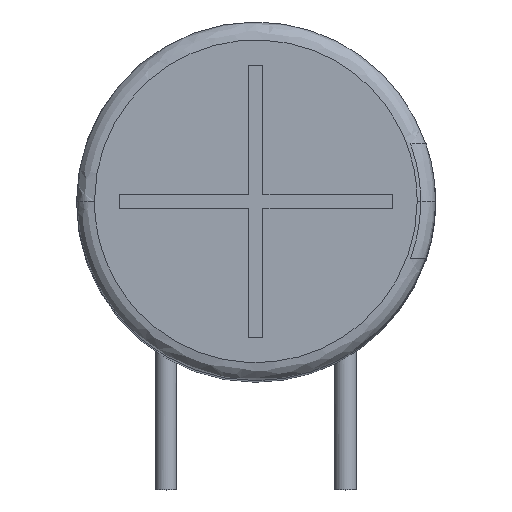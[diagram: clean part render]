
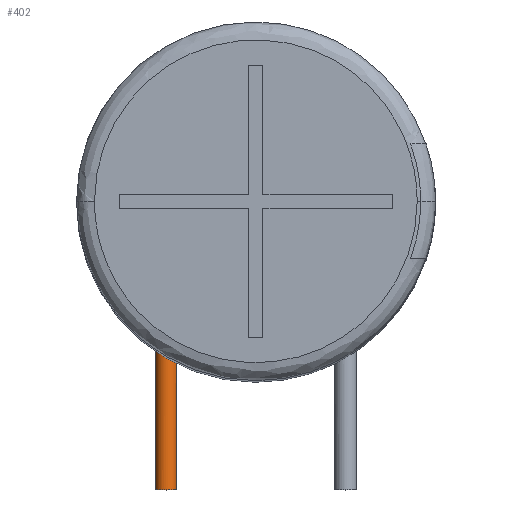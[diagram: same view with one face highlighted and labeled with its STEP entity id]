
A CAD part, top view. The second image highlights one B-rep face of the part: STEP entity #402.
In plain terms, the highlighted cylindrical face has radius 0.3 mm (diameter 0.6 mm), a full revolution.
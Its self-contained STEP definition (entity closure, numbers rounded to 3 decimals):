
#317 = EDGE_CURVE('',#318,#320,#322,.T.);
#318 = VERTEX_POINT('',#319);
#319 = CARTESIAN_POINT('',(-2.8,0.,-1.));
#320 = VERTEX_POINT('',#321);
#321 = CARTESIAN_POINT('',(-2.5,0.,-1.3));
#322 = SURFACE_CURVE('',#323,(#328,#339),.PCURVE_S1.);
#323 = CIRCLE('',#324,0.3);
#324 = AXIS2_PLACEMENT_3D('',#325,#326,#327);
#325 = CARTESIAN_POINT('',(-2.5,0.,-1.));
#326 = DIRECTION('',(0.,-1.,0.));
#327 = DIRECTION('',(-1.,0.,0.));
#328 = PCURVE('',#329,#334);
#329 = SPHERICAL_SURFACE('',#330,0.3);
#330 = AXIS2_PLACEMENT_3D('',#331,#332,#333);
#331 = CARTESIAN_POINT('',(-2.5,0.,-1.));
#332 = DIRECTION('',(0.,0.,1.));
#333 = DIRECTION('',(-1.,0.,0.));
#334 = DEFINITIONAL_REPRESENTATION('',(#335),#338);
#335 = B_SPLINE_CURVE_WITH_KNOTS('',1,(#336,#337),.UNSPECIFIED.,.F.,.F.,
  (2,2),(0.,1.571),.PIECEWISE_BEZIER_KNOTS.);
#336 = CARTESIAN_POINT('',(6.283,0.));
#337 = CARTESIAN_POINT('',(6.283,-1.571));
#338 = ( GEOMETRIC_REPRESENTATION_CONTEXT(2) 
PARAMETRIC_REPRESENTATION_CONTEXT() REPRESENTATION_CONTEXT('2D SPACE',''
  ) );
#339 = PCURVE('',#340,#345);
#340 = CYLINDRICAL_SURFACE('',#341,0.3);
#341 = AXIS2_PLACEMENT_3D('',#342,#343,#344);
#342 = CARTESIAN_POINT('',(-2.5,0.,-1.));
#343 = DIRECTION('',(0.,-1.,0.));
#344 = DIRECTION('',(-1.,0.,0.));
#345 = DEFINITIONAL_REPRESENTATION('',(#346),#350);
#346 = LINE('',#347,#348);
#347 = CARTESIAN_POINT('',(0.,0.));
#348 = VECTOR('',#349,1.);
#349 = DIRECTION('',(1.,0.));
#350 = ( GEOMETRIC_REPRESENTATION_CONTEXT(2) 
PARAMETRIC_REPRESENTATION_CONTEXT() REPRESENTATION_CONTEXT('2D SPACE',''
  ) );
#353 = VERTEX_POINT('',#354);
#354 = CARTESIAN_POINT('',(-2.2,0.,-1.));
#369 = CYLINDRICAL_SURFACE('',#370,0.3);
#370 = AXIS2_PLACEMENT_3D('',#371,#372,#373);
#371 = CARTESIAN_POINT('',(-2.5,0.,-1.));
#372 = DIRECTION('',(0.,0.,1.));
#373 = DIRECTION('',(-1.,0.,0.));
#381 = EDGE_CURVE('',#320,#353,#382,.T.);
#382 = SURFACE_CURVE('',#383,(#388,#395),.PCURVE_S1.);
#383 = CIRCLE('',#384,0.3);
#384 = AXIS2_PLACEMENT_3D('',#385,#386,#387);
#385 = CARTESIAN_POINT('',(-2.5,0.,-1.));
#386 = DIRECTION('',(0.,-1.,0.));
#387 = DIRECTION('',(-1.,0.,0.));
#388 = PCURVE('',#329,#389);
#389 = DEFINITIONAL_REPRESENTATION('',(#390),#394);
#390 = LINE('',#391,#392);
#391 = CARTESIAN_POINT('',(3.142,-3.142));
#392 = VECTOR('',#393,1.);
#393 = DIRECTION('',(-0.,1.));
#394 = ( GEOMETRIC_REPRESENTATION_CONTEXT(2) 
PARAMETRIC_REPRESENTATION_CONTEXT() REPRESENTATION_CONTEXT('2D SPACE',''
  ) );
#395 = PCURVE('',#340,#396);
#396 = DEFINITIONAL_REPRESENTATION('',(#397),#401);
#397 = LINE('',#398,#399);
#398 = CARTESIAN_POINT('',(0.,0.));
#399 = VECTOR('',#400,1.);
#400 = DIRECTION('',(1.,0.));
#401 = ( GEOMETRIC_REPRESENTATION_CONTEXT(2) 
PARAMETRIC_REPRESENTATION_CONTEXT() REPRESENTATION_CONTEXT('2D SPACE',''
  ) );
#402 = ADVANCED_FACE('',(#403),#340,.T.);
#403 = FACE_BOUND('',#404,.T.);
#404 = EDGE_LOOP('',(#405,#441,#464,#491,#492,#493,#494));
#405 = ORIENTED_EDGE('',*,*,#406,.F.);
#406 = EDGE_CURVE('',#318,#407,#409,.T.);
#407 = VERTEX_POINT('',#408);
#408 = CARTESIAN_POINT('',(-2.5,-0.3,-0.7));
#409 = SURFACE_CURVE('',#410,(#415,#428),.PCURVE_S1.);
#410 = ELLIPSE('',#411,0.424,0.3);
#411 = AXIS2_PLACEMENT_3D('',#412,#413,#414);
#412 = CARTESIAN_POINT('',(-2.5,0.,-1.));
#413 = DIRECTION('',(0.,0.707,0.707));
#414 = DIRECTION('',(0.,-0.707,0.707)
  );
#415 = PCURVE('',#340,#416);
#416 = DEFINITIONAL_REPRESENTATION('',(#417),#427);
#417 = B_SPLINE_CURVE_WITH_KNOTS('',8,(#418,#419,#420,#421,#422,#423,
    #424,#425,#426),.UNSPECIFIED.,.F.,.F.,(9,9),(4.712,
    6.283),.PIECEWISE_BEZIER_KNOTS.);
#418 = CARTESIAN_POINT('',(6.283,0.));
#419 = CARTESIAN_POINT('',(6.087,0.059));
#420 = CARTESIAN_POINT('',(5.89,0.118));
#421 = CARTESIAN_POINT('',(5.694,0.173));
#422 = CARTESIAN_POINT('',(5.498,0.222));
#423 = CARTESIAN_POINT('',(5.301,0.26));
#424 = CARTESIAN_POINT('',(5.105,0.287));
#425 = CARTESIAN_POINT('',(4.909,0.3));
#426 = CARTESIAN_POINT('',(4.712,0.3));
#427 = ( GEOMETRIC_REPRESENTATION_CONTEXT(2) 
PARAMETRIC_REPRESENTATION_CONTEXT() REPRESENTATION_CONTEXT('2D SPACE',''
  ) );
#428 = PCURVE('',#369,#429);
#429 = DEFINITIONAL_REPRESENTATION('',(#430),#440);
#430 = B_SPLINE_CURVE_WITH_KNOTS('',8,(#431,#432,#433,#434,#435,#436,
    #437,#438,#439),.UNSPECIFIED.,.F.,.F.,(9,9),(4.712,
    6.283),.PIECEWISE_BEZIER_KNOTS.);
#431 = CARTESIAN_POINT('',(0.,0.));
#432 = CARTESIAN_POINT('',(0.196,0.059));
#433 = CARTESIAN_POINT('',(0.393,0.118));
#434 = CARTESIAN_POINT('',(0.589,0.173));
#435 = CARTESIAN_POINT('',(0.785,0.222));
#436 = CARTESIAN_POINT('',(0.982,0.26));
#437 = CARTESIAN_POINT('',(1.178,0.287));
#438 = CARTESIAN_POINT('',(1.374,0.3));
#439 = CARTESIAN_POINT('',(1.571,0.3));
#440 = ( GEOMETRIC_REPRESENTATION_CONTEXT(2) 
PARAMETRIC_REPRESENTATION_CONTEXT() REPRESENTATION_CONTEXT('2D SPACE',''
  ) );
#441 = ORIENTED_EDGE('',*,*,#442,.T.);
#442 = EDGE_CURVE('',#318,#443,#445,.T.);
#443 = VERTEX_POINT('',#444);
#444 = CARTESIAN_POINT('',(-2.8,-8.,-1.));
#445 = SEAM_CURVE('',#446,(#450,#457),.PCURVE_S1.);
#446 = LINE('',#447,#448);
#447 = CARTESIAN_POINT('',(-2.8,0.,-1.));
#448 = VECTOR('',#449,1.);
#449 = DIRECTION('',(0.,-1.,0.));
#450 = PCURVE('',#340,#451);
#451 = DEFINITIONAL_REPRESENTATION('',(#452),#456);
#452 = LINE('',#453,#454);
#453 = CARTESIAN_POINT('',(0.,-0.));
#454 = VECTOR('',#455,1.);
#455 = DIRECTION('',(0.,1.));
#456 = ( GEOMETRIC_REPRESENTATION_CONTEXT(2) 
PARAMETRIC_REPRESENTATION_CONTEXT() REPRESENTATION_CONTEXT('2D SPACE',''
  ) );
#457 = PCURVE('',#340,#458);
#458 = DEFINITIONAL_REPRESENTATION('',(#459),#463);
#459 = LINE('',#460,#461);
#460 = CARTESIAN_POINT('',(6.283,-0.));
#461 = VECTOR('',#462,1.);
#462 = DIRECTION('',(0.,1.));
#463 = ( GEOMETRIC_REPRESENTATION_CONTEXT(2) 
PARAMETRIC_REPRESENTATION_CONTEXT() REPRESENTATION_CONTEXT('2D SPACE',''
  ) );
#464 = ORIENTED_EDGE('',*,*,#465,.F.);
#465 = EDGE_CURVE('',#443,#443,#466,.T.);
#466 = SURFACE_CURVE('',#467,(#472,#479),.PCURVE_S1.);
#467 = CIRCLE('',#468,0.3);
#468 = AXIS2_PLACEMENT_3D('',#469,#470,#471);
#469 = CARTESIAN_POINT('',(-2.5,-8.,-1.));
#470 = DIRECTION('',(0.,-1.,0.));
#471 = DIRECTION('',(-1.,0.,0.));
#472 = PCURVE('',#340,#473);
#473 = DEFINITIONAL_REPRESENTATION('',(#474),#478);
#474 = LINE('',#475,#476);
#475 = CARTESIAN_POINT('',(0.,8.));
#476 = VECTOR('',#477,1.);
#477 = DIRECTION('',(1.,0.));
#478 = ( GEOMETRIC_REPRESENTATION_CONTEXT(2) 
PARAMETRIC_REPRESENTATION_CONTEXT() REPRESENTATION_CONTEXT('2D SPACE',''
  ) );
#479 = PCURVE('',#480,#485);
#480 = PLANE('',#481);
#481 = AXIS2_PLACEMENT_3D('',#482,#483,#484);
#482 = CARTESIAN_POINT('',(-2.5,-8.,-1.));
#483 = DIRECTION('',(0.,-1.,0.));
#484 = DIRECTION('',(-1.,0.,0.));
#485 = DEFINITIONAL_REPRESENTATION('',(#486),#490);
#486 = CIRCLE('',#487,0.3);
#487 = AXIS2_PLACEMENT_2D('',#488,#489);
#488 = CARTESIAN_POINT('',(0.,0.));
#489 = DIRECTION('',(1.,0.));
#490 = ( GEOMETRIC_REPRESENTATION_CONTEXT(2) 
PARAMETRIC_REPRESENTATION_CONTEXT() REPRESENTATION_CONTEXT('2D SPACE',''
  ) );
#491 = ORIENTED_EDGE('',*,*,#442,.F.);
#492 = ORIENTED_EDGE('',*,*,#317,.T.);
#493 = ORIENTED_EDGE('',*,*,#381,.T.);
#494 = ORIENTED_EDGE('',*,*,#495,.F.);
#495 = EDGE_CURVE('',#407,#353,#496,.T.);
#496 = SURFACE_CURVE('',#497,(#502,#515),.PCURVE_S1.);
#497 = ELLIPSE('',#498,0.424,0.3);
#498 = AXIS2_PLACEMENT_3D('',#499,#500,#501);
#499 = CARTESIAN_POINT('',(-2.5,0.,-1.));
#500 = DIRECTION('',(0.,0.707,0.707));
#501 = DIRECTION('',(0.,-0.707,0.707)
  );
#502 = PCURVE('',#340,#503);
#503 = DEFINITIONAL_REPRESENTATION('',(#504),#514);
#504 = B_SPLINE_CURVE_WITH_KNOTS('',8,(#505,#506,#507,#508,#509,#510,
    #511,#512,#513),.UNSPECIFIED.,.F.,.F.,(9,9),(0.,1.571),
  .PIECEWISE_BEZIER_KNOTS.);
#505 = CARTESIAN_POINT('',(4.712,0.3));
#506 = CARTESIAN_POINT('',(4.516,0.3));
#507 = CARTESIAN_POINT('',(4.32,0.287));
#508 = CARTESIAN_POINT('',(4.123,0.26));
#509 = CARTESIAN_POINT('',(3.927,0.222));
#510 = CARTESIAN_POINT('',(3.731,0.173));
#511 = CARTESIAN_POINT('',(3.534,0.118));
#512 = CARTESIAN_POINT('',(3.338,0.059));
#513 = CARTESIAN_POINT('',(3.142,0.));
#514 = ( GEOMETRIC_REPRESENTATION_CONTEXT(2) 
PARAMETRIC_REPRESENTATION_CONTEXT() REPRESENTATION_CONTEXT('2D SPACE',''
  ) );
#515 = PCURVE('',#369,#516);
#516 = DEFINITIONAL_REPRESENTATION('',(#517),#527);
#517 = B_SPLINE_CURVE_WITH_KNOTS('',8,(#518,#519,#520,#521,#522,#523,
    #524,#525,#526),.UNSPECIFIED.,.F.,.F.,(9,9),(0.,1.571),
  .PIECEWISE_BEZIER_KNOTS.);
#518 = CARTESIAN_POINT('',(1.571,0.3));
#519 = CARTESIAN_POINT('',(1.767,0.3));
#520 = CARTESIAN_POINT('',(1.963,0.287));
#521 = CARTESIAN_POINT('',(2.16,0.26));
#522 = CARTESIAN_POINT('',(2.356,0.222));
#523 = CARTESIAN_POINT('',(2.553,0.173));
#524 = CARTESIAN_POINT('',(2.749,0.118));
#525 = CARTESIAN_POINT('',(2.945,0.059));
#526 = CARTESIAN_POINT('',(3.142,0.));
#527 = ( GEOMETRIC_REPRESENTATION_CONTEXT(2) 
PARAMETRIC_REPRESENTATION_CONTEXT() REPRESENTATION_CONTEXT('2D SPACE',''
  ) );
